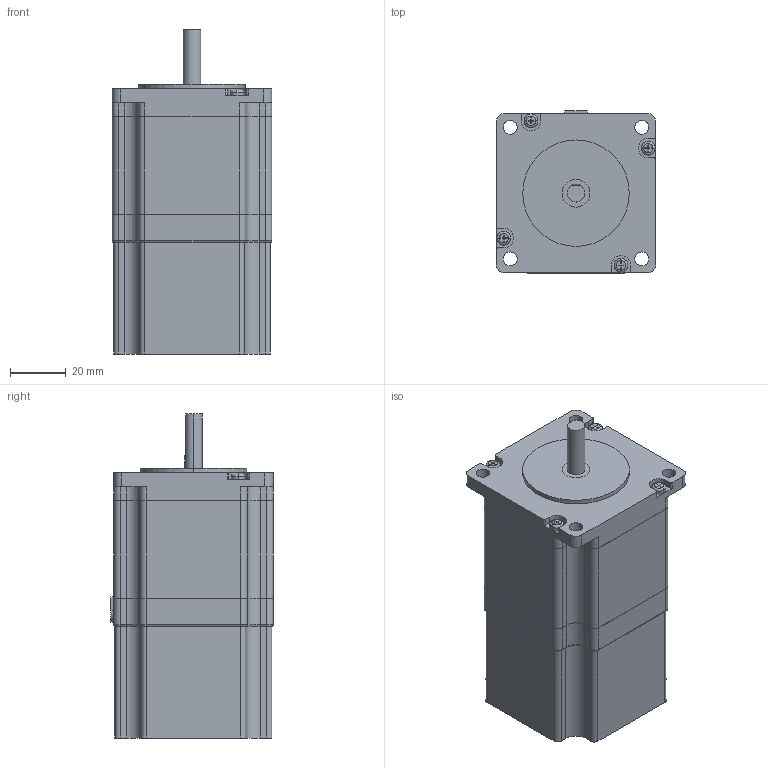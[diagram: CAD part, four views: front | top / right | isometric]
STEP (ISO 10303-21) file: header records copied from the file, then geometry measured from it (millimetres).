
FILE_DESCRIPTION (( 'STEP AP203' ), '1' );
FILE_NAME ('57CM13-BZ MS20.STEP', '2021-11-18T08:16:34', ( 'Owner' ), ( 'Organization' ), 'SwSTEP 2.0', 'SolidWorks 2018', '' );
FILE_SCHEMA (( 'CONFIG_CONTROL_DESIGN' ));
Length unit declared in the file: millimetre
Products named in the file (1): 57CM13-BZ MS20
Bounding box: 57.15 x 58.15 x 116 mm (x, y, z)
Volume: 276455.3 mm3; surface area: 28270 mm2
Topology: 2 solids, 7 shells, 289 faces, 737 edges, 474 vertices
Faces by surface type: cylinder 130, plane 129, torus 30
Entity records: 9706 total; most frequent: CARTESIAN_POINT 2385, DIRECTION 1599, ORIENTED_EDGE 1474, EDGE_CURVE 737, AXIS2_PLACEMENT_3D 588, VERTEX_POINT 474, VECTOR 423, LINE 423
